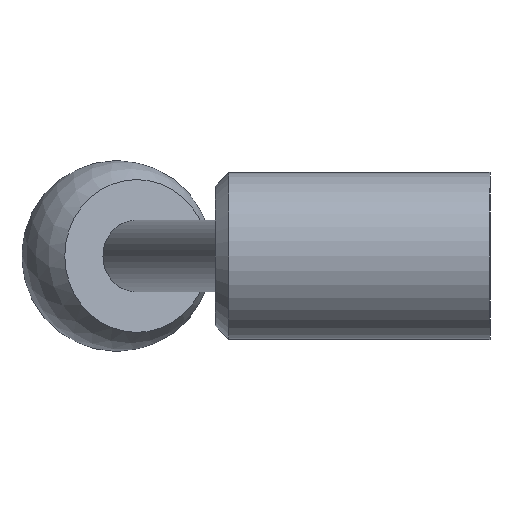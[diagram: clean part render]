
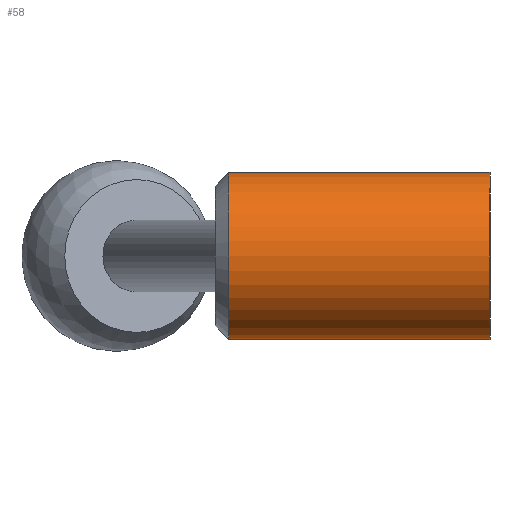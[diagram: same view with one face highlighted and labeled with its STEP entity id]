
A CAD part, left-side view. The second image highlights one B-rep face of the part: STEP entity #58.
In plain terms, the highlighted cylindrical face has radius 14 mm (diameter 28 mm), a full revolution.
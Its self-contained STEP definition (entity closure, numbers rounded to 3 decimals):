
#58 = ADVANCED_FACE( '', ( #118, #119, #120 ), #121, .T. );
#118 = FACE_OUTER_BOUND( '', #171, .T. );
#119 = FACE_BOUND( '', #172, .T. );
#120 = FACE_OUTER_BOUND( '', #173, .T. );
#121 = CYLINDRICAL_SURFACE( '', #174, 14. );
#171 = EDGE_LOOP( '', ( #246 ) );
#172 = EDGE_LOOP( '', ( #247 ) );
#173 = EDGE_LOOP( '', ( #248 ) );
#174 = AXIS2_PLACEMENT_3D( '', #249, #250, #251 );
#246 = ORIENTED_EDGE( '', *, *, #254, .F. );
#247 = ORIENTED_EDGE( '', *, *, #277, .F. );
#248 = ORIENTED_EDGE( '', *, *, #272, .T. );
#249 = CARTESIAN_POINT( '', ( 0., 0., 0. ) );
#250 = DIRECTION( '', ( 0., 1., 0. ) );
#251 = DIRECTION( '', ( 0., 0., -1. ) );
#254 = EDGE_CURVE( '', #282, #282, #283, .T. );
#272 = EDGE_CURVE( '', #306, #306, #307, .T. );
#277 = EDGE_CURVE( '', #312, #312, #313, .T. );
#282 = VERTEX_POINT( '', #318 );
#283 = CIRCLE( '', #319, 14. );
#306 = VERTEX_POINT( '', #370 );
#307 = CIRCLE( '', #371, 14. );
#312 = VERTEX_POINT( '', #376 );
#313 = B_SPLINE_CURVE_WITH_KNOTS( '', 3, ( #377, #378, #379, #380, #381, #382, #383, #384, #385, #386, #387, #388, #389, #390, #391, #392, #393, #394, #395, #396, #397, #398, #399, #400, #401, #402, #403, #404, #405, #406, #407, #408, #409, #410, #411, #412, #413, #414, #415, #416, #417, #418, #419, #420, #421, #422, #423, #424, #425, #426, #427, #428, #429, #430, #431, #432, #433, #434, #435, #436, #437, #438, #439, #440, #441, #442, #443, #444, #445, #446, #447, #448, #449, #450, #451, #452, #453, #454, #455, #456, #457, #458, #459, #460, #461, #462 ), .UNSPECIFIED., .T., .F., ( 2, 2, 2, 2, 2, 2, 2, 2, 2, 2, 2, 2, 2, 2, 2, 2, 2, 2, 2, 2, 2, 2, 2, 2, 2, 2, 2, 2, 2, 2, 2, 2, 2, 2, 2, 2, 2, 2, 2, 2, 2, 2, 2, 2, 2 ), ( -0.001, 0., 0.001, 0.002, 0.004, 0.004, 0.005, 0.006, 0.007, 0.008, 0.008, 0.009, 0.01, 0.011, 0.012, 0.013, 0.014, 0.015, 0.016, 0.017, 0.018, 0.019, 0.02, 0.02, 0.021, 0.022, 0.023, 0.023, 0.024, 0.025, 0.026, 0.027, 0.028, 0.028, 0.03, 0.031, 0.032, 0.033, 0.034, 0.034, 0.036, 0.037, 0.037, 0.038, 0.039 ), .UNSPECIFIED. );
#318 = CARTESIAN_POINT( '', ( 0., 0., -14. ) );
#319 = AXIS2_PLACEMENT_3D( '', #467, #468, #469 );
#370 = CARTESIAN_POINT( '', ( 0., 43.7, -14. ) );
#371 = AXIS2_PLACEMENT_3D( '', #488, #489, #490 );
#376 = CARTESIAN_POINT( '', ( 12.649, 36.8, -6. ) );
#377 = CARTESIAN_POINT( '', ( 12.649, 36.599, -6. ) );
#378 = CARTESIAN_POINT( '', ( 12.649, 37.202, -6. ) );
#379 = CARTESIAN_POINT( '', ( 12.668, 37.595, -5.96 ) );
#380 = CARTESIAN_POINT( '', ( 12.74, 38.368, -5.805 ) );
#381 = CARTESIAN_POINT( '', ( 12.794, 38.751, -5.687 ) );
#382 = CARTESIAN_POINT( '', ( 12.924, 39.475, -5.385 ) );
#383 = CARTESIAN_POINT( '', ( 13., 39.817, -5.201 ) );
#384 = CARTESIAN_POINT( '', ( 13.124, 40.303, -4.875 ) );
#385 = CARTESIAN_POINT( '', ( 13.167, 40.461, -4.758 ) );
#386 = CARTESIAN_POINT( '', ( 13.254, 40.761, -4.511 ) );
#387 = CARTESIAN_POINT( '', ( 13.298, 40.904, -4.381 ) );
#388 = CARTESIAN_POINT( '', ( 13.428, 41.314, -3.971 ) );
#389 = CARTESIAN_POINT( '', ( 13.514, 41.562, -3.671 ) );
#390 = CARTESIAN_POINT( '', ( 13.674, 41.999, -3.02 ) );
#391 = CARTESIAN_POINT( '', ( 13.746, 42.184, -2.678 ) );
#392 = CARTESIAN_POINT( '', ( 13.837, 42.41, -2.137 ) );
#393 = CARTESIAN_POINT( '', ( 13.864, 42.477, -1.953 ) );
#394 = CARTESIAN_POINT( '', ( 13.913, 42.593, -1.574 ) );
#395 = CARTESIAN_POINT( '', ( 13.933, 42.643, -1.38 ) );
#396 = CARTESIAN_POINT( '', ( 13.983, 42.76, -0.797 ) );
#397 = CARTESIAN_POINT( '', ( 14., 42.799, -0.405 ) );
#398 = CARTESIAN_POINT( '', ( 14., 42.8, 0.191 ) );
#399 = CARTESIAN_POINT( '', ( 13.996, 42.791, 0.392 ) );
#400 = CARTESIAN_POINT( '', ( 13.979, 42.751, 0.789 ) );
#401 = CARTESIAN_POINT( '', ( 13.967, 42.722, 0.985 ) );
#402 = CARTESIAN_POINT( '', ( 13.918, 42.605, 1.566 ) );
#403 = CARTESIAN_POINT( '', ( 13.869, 42.49, 1.944 ) );
#404 = CARTESIAN_POINT( '', ( 13.747, 42.185, 2.675 ) );
#405 = CARTESIAN_POINT( '', ( 13.675, 42., 3.019 ) );
#406 = CARTESIAN_POINT( '', ( 13.516, 41.567, 3.664 ) );
#407 = CARTESIAN_POINT( '', ( 13.429, 41.316, 3.969 ) );
#408 = CARTESIAN_POINT( '', ( 13.254, 40.768, 4.517 ) );
#409 = CARTESIAN_POINT( '', ( 13.167, 40.47, 4.762 ) );
#410 = CARTESIAN_POINT( '', ( 13.043, 39.985, 5.089 ) );
#411 = CARTESIAN_POINT( '', ( 13.003, 39.816, 5.191 ) );
#412 = CARTESIAN_POINT( '', ( 12.927, 39.472, 5.376 ) );
#413 = CARTESIAN_POINT( '', ( 12.892, 39.296, 5.46 ) );
#414 = CARTESIAN_POINT( '', ( 12.795, 38.757, 5.685 ) );
#415 = CARTESIAN_POINT( '', ( 12.742, 38.382, 5.801 ) );
#416 = CARTESIAN_POINT( '', ( 12.668, 37.599, 5.96 ) );
#417 = CARTESIAN_POINT( '', ( 12.649, 37.204, 5.999 ) );
#418 = CARTESIAN_POINT( '', ( 12.649, 36.611, 6. ) );
#419 = CARTESIAN_POINT( '', ( 12.653, 36.413, 5.991 ) );
#420 = CARTESIAN_POINT( '', ( 12.672, 36.016, 5.952 ) );
#421 = CARTESIAN_POINT( '', ( 12.686, 35.817, 5.922 ) );
#422 = CARTESIAN_POINT( '', ( 12.74, 35.234, 5.806 ) );
#423 = CARTESIAN_POINT( '', ( 12.792, 34.858, 5.691 ) );
#424 = CARTESIAN_POINT( '', ( 12.89, 34.313, 5.464 ) );
#425 = CARTESIAN_POINT( '', ( 12.926, 34.134, 5.379 ) );
#426 = CARTESIAN_POINT( '', ( 13.001, 33.789, 5.194 ) );
#427 = CARTESIAN_POINT( '', ( 13.041, 33.623, 5.093 ) );
#428 = CARTESIAN_POINT( '', ( 13.123, 33.3, 4.877 ) );
#429 = CARTESIAN_POINT( '', ( 13.166, 33.145, 4.762 ) );
#430 = CARTESIAN_POINT( '', ( 13.252, 32.844, 4.516 ) );
#431 = CARTESIAN_POINT( '', ( 13.297, 32.699, 4.384 ) );
#432 = CARTESIAN_POINT( '', ( 13.428, 32.285, 3.971 ) );
#433 = CARTESIAN_POINT( '', ( 13.514, 32.039, 3.672 ) );
#434 = CARTESIAN_POINT( '', ( 13.673, 31.606, 3.028 ) );
#435 = CARTESIAN_POINT( '', ( 13.746, 31.417, 2.678 ) );
#436 = CARTESIAN_POINT( '', ( 13.868, 31.114, 1.955 ) );
#437 = CARTESIAN_POINT( '', ( 13.916, 30.998, 1.58 ) );
#438 = CARTESIAN_POINT( '', ( 13.966, 30.88, 0.998 ) );
#439 = CARTESIAN_POINT( '', ( 13.979, 30.85, 0.799 ) );
#440 = CARTESIAN_POINT( '', ( 13.996, 30.81, 0.402 ) );
#441 = CARTESIAN_POINT( '', ( 14., 30.8, 0.204 ) );
#442 = CARTESIAN_POINT( '', ( 14., 30.8, -0.39 ) );
#443 = CARTESIAN_POINT( '', ( 13.984, 30.838, -0.785 ) );
#444 = CARTESIAN_POINT( '', ( 13.917, 30.995, -1.57 ) );
#445 = CARTESIAN_POINT( '', ( 13.869, 31.111, -1.946 ) );
#446 = CARTESIAN_POINT( '', ( 13.748, 31.413, -2.671 ) );
#447 = CARTESIAN_POINT( '', ( 13.674, 31.601, -3.021 ) );
#448 = CARTESIAN_POINT( '', ( 13.515, 32.035, -3.667 ) );
#449 = CARTESIAN_POINT( '', ( 13.429, 32.281, -3.967 ) );
#450 = CARTESIAN_POINT( '', ( 13.298, 32.695, -4.38 ) );
#451 = CARTESIAN_POINT( '', ( 13.254, 32.84, -4.512 ) );
#452 = CARTESIAN_POINT( '', ( 13.167, 33.14, -4.759 ) );
#453 = CARTESIAN_POINT( '', ( 13.125, 33.296, -4.874 ) );
#454 = CARTESIAN_POINT( '', ( 13.001, 33.778, -5.198 ) );
#455 = CARTESIAN_POINT( '', ( 12.925, 34.122, -5.384 ) );
#456 = CARTESIAN_POINT( '', ( 12.793, 34.851, -5.688 ) );
#457 = CARTESIAN_POINT( '', ( 12.741, 35.226, -5.803 ) );
#458 = CARTESIAN_POINT( '', ( 12.687, 35.805, -5.92 ) );
#459 = CARTESIAN_POINT( '', ( 12.673, 36.001, -5.95 ) );
#460 = CARTESIAN_POINT( '', ( 12.654, 36.398, -5.99 ) );
#461 = CARTESIAN_POINT( '', ( 12.649, 36.599, -6. ) );
#462 = CARTESIAN_POINT( '', ( 12.649, 37.202, -6. ) );
#467 = CARTESIAN_POINT( '', ( 0., 0., 0. ) );
#468 = DIRECTION( '', ( 0., -1., 0. ) );
#469 = DIRECTION( '', ( 0., 0., -1. ) );
#488 = CARTESIAN_POINT( '', ( 0., 43.7, 0. ) );
#489 = DIRECTION( '', ( 0., -1., 0. ) );
#490 = DIRECTION( '', ( 0., 0., -1. ) );
